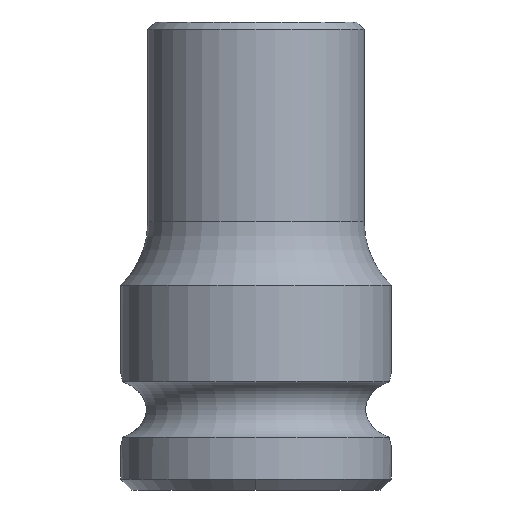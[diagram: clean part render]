
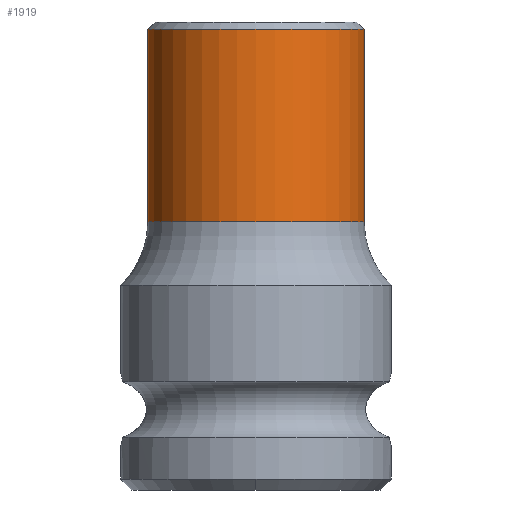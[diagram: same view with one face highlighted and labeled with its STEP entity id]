
A CAD part, left-side view. The second image highlights one B-rep face of the part: STEP entity #1919.
In plain terms, the highlighted cylindrical face has radius 7.4 mm (diameter 14.8 mm), a partial arc.
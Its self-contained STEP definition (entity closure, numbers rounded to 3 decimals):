
#738=DIRECTION('',(0.,0.,1.));
#739=VECTOR('',#738,13.167);
#740=CARTESIAN_POINT('',(0.,7.4,18.333));
#741=LINE('',#740,#739);
#747=DIRECTION('',(0.,0.,1.));
#748=VECTOR('',#747,13.167);
#749=CARTESIAN_POINT('',(0.,-7.4,18.333));
#750=LINE('',#749,#748);
#751=CARTESIAN_POINT('',(0.,0.,31.5));
#752=DIRECTION('',(0.,0.,1.));
#753=DIRECTION('',(0.,1.,0.));
#754=AXIS2_PLACEMENT_3D('',#751,#752,#753);
#756=CARTESIAN_POINT('',(0.,0.,18.333));
#757=DIRECTION('',(0.,0.,-1.));
#758=DIRECTION('',(0.,-1.,0.));
#759=AXIS2_PLACEMENT_3D('',#756,#757,#758);
#1031=CARTESIAN_POINT('',(0.,7.4,31.5));
#1032=CARTESIAN_POINT('',(0.,-7.4,31.5));
#1033=VERTEX_POINT('',#1031);
#1034=VERTEX_POINT('',#1032);
#1035=CARTESIAN_POINT('',(0.,-7.4,
18.333));
#1036=VERTEX_POINT('',#1035);
#1037=CARTESIAN_POINT('',(0.,7.4,
18.333));
#1038=VERTEX_POINT('',#1037);
#1907=CARTESIAN_POINT('',(0.,0.,33.6));
#1908=DIRECTION('',(0.,0.,-1.));
#1909=DIRECTION('',(0.,-1.,0.));
#1910=AXIS2_PLACEMENT_3D('',#1907,#1908,#1909);
#1911=CYLINDRICAL_SURFACE('',#1910,7.4);
#1912=ORIENTED_EDGE('',*,*,#1872,.T.);
#1913=ORIENTED_EDGE('',*,*,#1902,.F.);
#1915=ORIENTED_EDGE('',*,*,#1914,.T.);
#1916=ORIENTED_EDGE('',*,*,#1898,.T.);
#1917=EDGE_LOOP('',(#1912,#1913,#1915,#1916));
#1918=FACE_OUTER_BOUND('',#1917,.F.);
#1919=ADVANCED_FACE('',(#1918),#1911,.T.);
#755=CIRCLE('',#754,7.4);
#760=CIRCLE('',#759,7.4);
#1872=EDGE_CURVE('',#1033,#1034,#755,.T.);
#1898=EDGE_CURVE('',#1038,#1033,#741,.T.);
#1902=EDGE_CURVE('',#1036,#1034,#750,.T.);
#1914=EDGE_CURVE('',#1036,#1038,#760,.T.);
